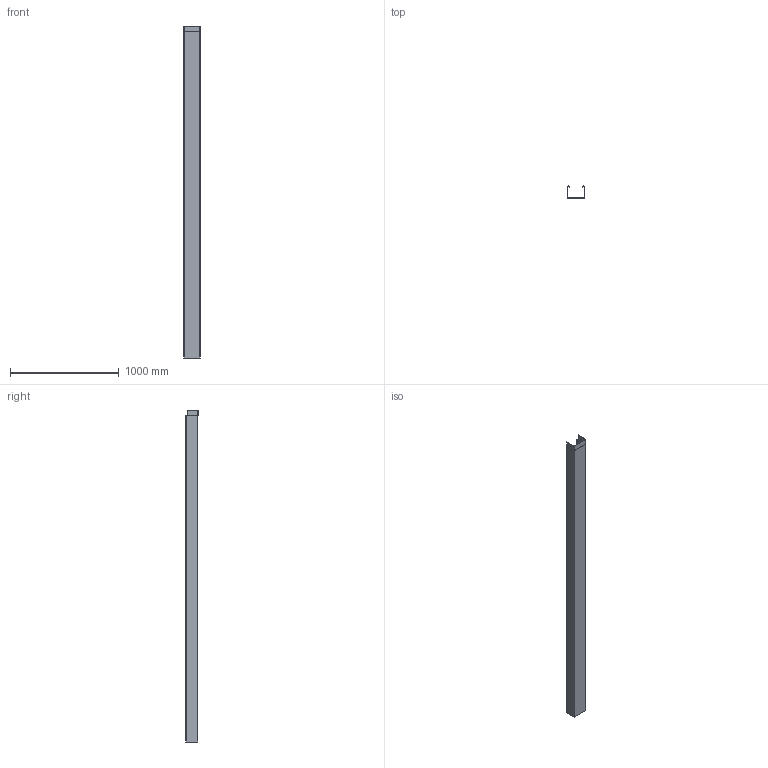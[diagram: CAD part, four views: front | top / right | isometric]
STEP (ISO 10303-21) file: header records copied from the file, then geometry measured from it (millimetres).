
FILE_DESCRIPTION((''),'2;1');
FILE_NAME('6059384','2013-07-23T',('AndreasKeweloh'),(''),'PRO/ENGINEER BY PARAMETRIC TECHNOLOGY CORPORATION, 2012360','PRO/ENGINEER BY PARAMETRIC TECHNOLOGY CORPORATION, 2012360','');
FILE_SCHEMA(('CONFIG_CONTROL_DESIGN'));
Length unit declared in the file: millimetre
Products named in the file (1): 6059384
Bounding box: 153.5 x 111.75 x 3050 mm (x, y, z)
Volume: 1203133.6 mm3; surface area: 2413320.4 mm2
Topology: 1 solids, 1 shells, 89 faces, 207 edges, 118 vertices
Faces by surface type: plane 32, cylinder 25, bspline 20, cone 6, torus 4, sphere 2
Entity records: 3613 total; most frequent: CARTESIAN_POINT 1728, ORIENTED_EDGE 410, DIRECTION 333, EDGE_CURVE 205, VERTEX_POINT 118, AXIS2_PLACEMENT_3D 117, VECTOR 99, LINE 99
